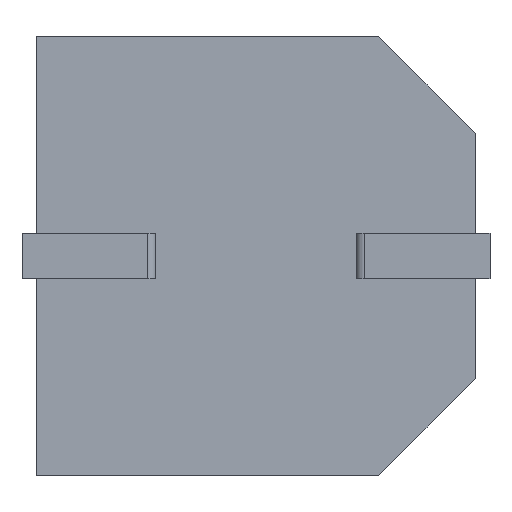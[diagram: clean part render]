
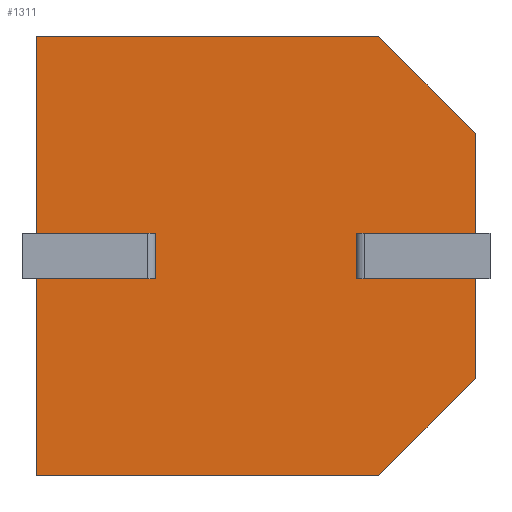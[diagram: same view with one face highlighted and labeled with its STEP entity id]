
A CAD part, front view. The second image highlights one B-rep face of the part: STEP entity #1311.
In plain terms, the highlighted planar face has unit normal (0, -1, 0).
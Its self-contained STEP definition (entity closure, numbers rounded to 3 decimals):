
#6 = ORIENTED_EDGE ( 'NONE', *, *, #47, .T. ) ;
#29 = DIRECTION ( 'NONE',  ( 0., 0., -1. ) ) ;
#47 = EDGE_CURVE ( 'NONE', #2866, #3304, #1983, .T. ) ;
#114 = CARTESIAN_POINT ( 'NONE',  ( 2.85, 0., -4.7 ) ) ;
#141 = CARTESIAN_POINT ( 'NONE',  ( 0., 0., 0. ) ) ;
#182 = VECTOR ( 'NONE', #466, 1000. ) ;
#195 = CARTESIAN_POINT ( 'NONE',  ( 0., 0., 0. ) ) ;
#250 = DIRECTION ( 'NONE',  ( 0., 0., 1. ) ) ;
#314 = CARTESIAN_POINT ( 'NONE',  ( 0., 0., 0. ) ) ;
#318 = EDGE_CURVE ( 'NONE', #2559, #408, #1680, .T. ) ;
#361 = CARTESIAN_POINT ( 'NONE',  ( 0., 0., 0. ) ) ;
#397 = CARTESIAN_POINT ( 'NONE',  ( 8.185, 0., -10.5 ) ) ;
#408 = VERTEX_POINT ( 'NONE', #1764 ) ;
#428 = VECTOR ( 'NONE', #250, 1000. ) ;
#431 = VECTOR ( 'NONE', #3177, 1000. ) ;
#462 = EDGE_CURVE ( 'NONE', #3121, #2717, #1977, .T. ) ;
#466 = DIRECTION ( 'NONE',  ( 1., 0., 0. ) ) ;
#585 = VECTOR ( 'NONE', #2698, 1000. ) ;
#613 = DIRECTION ( 'NONE',  ( 0., 0., -1. ) ) ;
#647 = CARTESIAN_POINT ( 'NONE',  ( 7.65, 0., -5.8 ) ) ;
#652 = LINE ( 'NONE', #1528, #1251 ) ;
#755 = VERTEX_POINT ( 'NONE', #2525 ) ;
#784 = ORIENTED_EDGE ( 'NONE', *, *, #1898, .F. ) ;
#798 = VECTOR ( 'NONE', #1141, 1000. ) ;
#836 = CARTESIAN_POINT ( 'NONE',  ( 10.5, 0., 0. ) ) ;
#844 = EDGE_LOOP ( 'NONE', ( #2550, #6, #1860, #2150, #898, #1198, #2287, #784, #880, #1376, #1420, #2466, #3265, #1927 ) ) ;
#880 = ORIENTED_EDGE ( 'NONE', *, *, #2324, .F. ) ;
#882 = LINE ( 'NONE', #361, #1121 ) ;
#898 = ORIENTED_EDGE ( 'NONE', *, *, #3361, .T. ) ;
#928 = CARTESIAN_POINT ( 'NONE',  ( 7.65, 0., -5.8 ) ) ;
#970 = CARTESIAN_POINT ( 'NONE',  ( 0., 0., -10.5 ) ) ;
#991 = AXIS2_PLACEMENT_3D ( 'NONE', #141, #1956, #2218 ) ;
#997 = VECTOR ( 'NONE', #2231, 1000. ) ;
#1021 = CARTESIAN_POINT ( 'NONE',  ( 2.85, 0., -5.8 ) ) ;
#1114 = VERTEX_POINT ( 'NONE', #2664 ) ;
#1121 = VECTOR ( 'NONE', #613, 1000. ) ;
#1128 = EDGE_CURVE ( 'NONE', #3066, #1646, #2263, .T. ) ;
#1141 = DIRECTION ( 'NONE',  ( -1., 0., 0. ) ) ;
#1198 = ORIENTED_EDGE ( 'NONE', *, *, #1363, .F. ) ;
#1199 = DIRECTION ( 'NONE',  ( 1., 0., 0. ) ) ;
#1205 = DIRECTION ( 'NONE',  ( 0., 0., -1. ) ) ;
#1251 = VECTOR ( 'NONE', #1765, 1000. ) ;
#1267 = CARTESIAN_POINT ( 'NONE',  ( 7.65, 0., -4.7 ) ) ;
#1272 = CARTESIAN_POINT ( 'NONE',  ( 7.65, 0., -5.8 ) ) ;
#1273 = VECTOR ( 'NONE', #3309, 1000. ) ;
#1304 = LINE ( 'NONE', #647, #3052 ) ;
#1311 = ADVANCED_FACE ( 'NONE', ( #3335 ), #2186, .F. ) ;
#1363 = EDGE_CURVE ( 'NONE', #2559, #3149, #2347, .T. ) ;
#1376 = ORIENTED_EDGE ( 'NONE', *, *, #3127, .T. ) ;
#1420 = ORIENTED_EDGE ( 'NONE', *, *, #3062, .T. ) ;
#1528 = CARTESIAN_POINT ( 'NONE',  ( 8.185, 0., 0. ) ) ;
#1613 = VECTOR ( 'NONE', #1205, 1000. ) ;
#1646 = VERTEX_POINT ( 'NONE', #3016 ) ;
#1662 = CARTESIAN_POINT ( 'NONE',  ( 10.5, 0., -5.8 ) ) ;
#1678 = CARTESIAN_POINT ( 'NONE',  ( 0., 0., 0. ) ) ;
#1680 = LINE ( 'NONE', #314, #585 ) ;
#1694 = VERTEX_POINT ( 'NONE', #114 ) ;
#1764 = CARTESIAN_POINT ( 'NONE',  ( 0., 0., -4.7 ) ) ;
#1765 = DIRECTION ( 'NONE',  ( -0.707, 0., 0.707 ) ) ;
#1775 = CARTESIAN_POINT ( 'NONE',  ( 7.65, 0., -4.7 ) ) ;
#1782 = VERTEX_POINT ( 'NONE', #1021 ) ;
#1860 = ORIENTED_EDGE ( 'NONE', *, *, #3379, .T. ) ;
#1898 = EDGE_CURVE ( 'NONE', #1694, #408, #2034, .T. ) ;
#1927 = ORIENTED_EDGE ( 'NONE', *, *, #1128, .F. ) ;
#1953 = CARTESIAN_POINT ( 'NONE',  ( 0., 0., -10.5 ) ) ;
#1956 = DIRECTION ( 'NONE',  ( 0., 1., 0. ) ) ;
#1977 = LINE ( 'NONE', #970, #1273 ) ;
#1983 = LINE ( 'NONE', #1272, #2106 ) ;
#2034 = LINE ( 'NONE', #2131, #431 ) ;
#2106 = VECTOR ( 'NONE', #3137, 1000. ) ;
#2131 = CARTESIAN_POINT ( 'NONE',  ( 2.85, 0., -4.7 ) ) ;
#2150 = ORIENTED_EDGE ( 'NONE', *, *, #2761, .F. ) ;
#2186 = PLANE ( 'NONE',  #991 ) ;
#2197 = LINE ( 'NONE', #2753, #798 ) ;
#2218 = DIRECTION ( 'NONE',  ( 0., 0., 1. ) ) ;
#2231 = DIRECTION ( 'NONE',  ( 0.707, 0., 0.707 ) ) ;
#2263 = LINE ( 'NONE', #836, #2311 ) ;
#2287 = ORIENTED_EDGE ( 'NONE', *, *, #318, .T. ) ;
#2311 = VECTOR ( 'NONE', #29, 1000. ) ;
#2324 = EDGE_CURVE ( 'NONE', #1782, #1694, #3006, .T. ) ;
#2328 = LINE ( 'NONE', #2810, #1613 ) ;
#2347 = LINE ( 'NONE', #195, #2477 ) ;
#2423 = LINE ( 'NONE', #2499, #997 ) ;
#2452 = VERTEX_POINT ( 'NONE', #3287 ) ;
#2466 = ORIENTED_EDGE ( 'NONE', *, *, #462, .T. ) ;
#2477 = VECTOR ( 'NONE', #3370, 1000. ) ;
#2499 = CARTESIAN_POINT ( 'NONE',  ( 10.5, 0., -8.185 ) ) ;
#2525 = CARTESIAN_POINT ( 'NONE',  ( 10.5, 0., -2.315 ) ) ;
#2550 = ORIENTED_EDGE ( 'NONE', *, *, #3190, .F. ) ;
#2559 = VERTEX_POINT ( 'NONE', #1678 ) ;
#2562 = EDGE_CURVE ( 'NONE', #2717, #1646, #2423, .T. ) ;
#2664 = CARTESIAN_POINT ( 'NONE',  ( 0., 0., -5.8 ) ) ;
#2698 = DIRECTION ( 'NONE',  ( 0., 0., -1. ) ) ;
#2717 = VERTEX_POINT ( 'NONE', #397 ) ;
#2753 = CARTESIAN_POINT ( 'NONE',  ( 2.85, 0., -5.8 ) ) ;
#2761 = EDGE_CURVE ( 'NONE', #755, #2452, #2328, .T. ) ;
#2810 = CARTESIAN_POINT ( 'NONE',  ( 10.5, 0., 0. ) ) ;
#2866 = VERTEX_POINT ( 'NONE', #928 ) ;
#2984 = CARTESIAN_POINT ( 'NONE',  ( 8.185, 0., 0. ) ) ;
#3006 = LINE ( 'NONE', #3418, #428 ) ;
#3016 = CARTESIAN_POINT ( 'NONE',  ( 10.5, 0., -8.185 ) ) ;
#3052 = VECTOR ( 'NONE', #1199, 1000. ) ;
#3062 = EDGE_CURVE ( 'NONE', #1114, #3121, #882, .T. ) ;
#3066 = VERTEX_POINT ( 'NONE', #1662 ) ;
#3121 = VERTEX_POINT ( 'NONE', #1953 ) ;
#3127 = EDGE_CURVE ( 'NONE', #1782, #1114, #2197, .T. ) ;
#3131 = LINE ( 'NONE', #1775, #182 ) ;
#3137 = DIRECTION ( 'NONE',  ( 0., 0., 1. ) ) ;
#3149 = VERTEX_POINT ( 'NONE', #2984 ) ;
#3177 = DIRECTION ( 'NONE',  ( -1., 0., 0. ) ) ;
#3190 = EDGE_CURVE ( 'NONE', #2866, #3066, #1304, .T. ) ;
#3265 = ORIENTED_EDGE ( 'NONE', *, *, #2562, .T. ) ;
#3287 = CARTESIAN_POINT ( 'NONE',  ( 10.5, 0., -4.7 ) ) ;
#3304 = VERTEX_POINT ( 'NONE', #1267 ) ;
#3309 = DIRECTION ( 'NONE',  ( 1., 0., 0. ) ) ;
#3335 = FACE_OUTER_BOUND ( 'NONE', #844, .T. ) ;
#3361 = EDGE_CURVE ( 'NONE', #755, #3149, #652, .T. ) ;
#3370 = DIRECTION ( 'NONE',  ( 1., 0., 0. ) ) ;
#3379 = EDGE_CURVE ( 'NONE', #3304, #2452, #3131, .T. ) ;
#3418 = CARTESIAN_POINT ( 'NONE',  ( 2.85, 0., -5.8 ) ) ;
